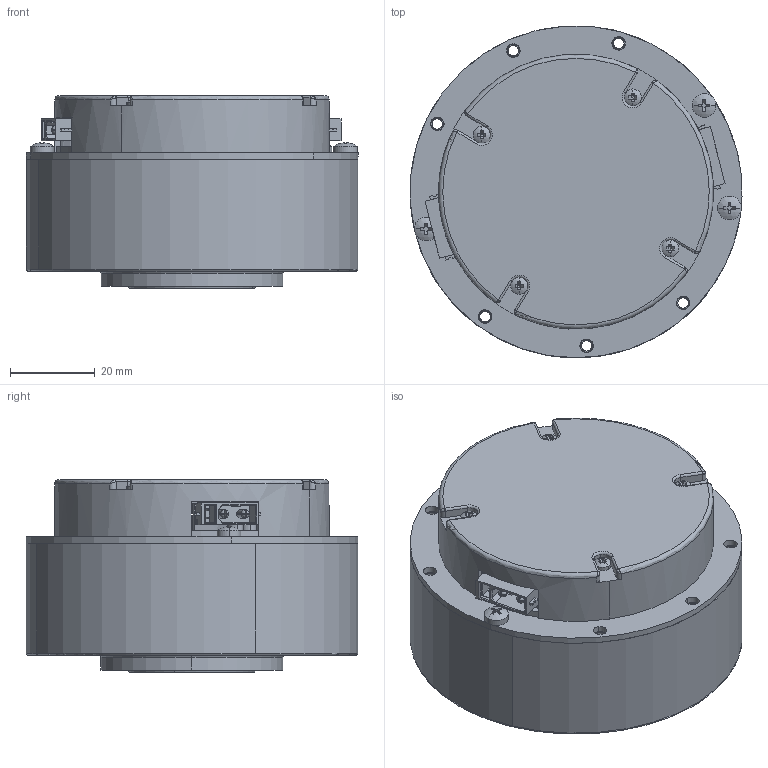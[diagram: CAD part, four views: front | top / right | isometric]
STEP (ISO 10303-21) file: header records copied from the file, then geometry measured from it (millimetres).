
FILE_DESCRIPTION (( 'STEP AP203' ), '1' );
FILE_NAME ('RS02.STEP', '2024-10-28T06:44:20', ( '' ), ( '' ), 'SwSTEP 2.0', 'SolidWorks 2024', '' );
FILE_SCHEMA (( 'CONFIG_CONTROL_DESIGN' ));
Length unit declared in the file: millimetre
Products named in the file (26): 1_1_10_SF67-500_1.stp; 1_2_16_001330_ASM_1_ASM.stp; 1_2_04_670601_1.stp; SOLID-183013_1.stp; 3_1_02_067_0020_ASM_1_ASM.stp; 1_1_31_PL674-504_1.stp; 1_1_06_EB673-516_1.stp; 02-3D-20211009(1).stp; 1_2_04_000245_1.stp; 1_1_02_EB671-502_1.stp; 1_1_04_EB672-503_1.stp; JRZS-J1_ASM_1_ASM.stp; PCBMODEL_ASM_1_ASM.stp; 1_2_05_QT-647_1.stp; 1_2_06_000392_1.stp; BOARD-17_1.stp; 1_2_06_GK67-500_1.stp; 1_2_05_QT-170_1.stp; 1_1_06_EB673-524_1.stp; 1_2_05_030080_1.stp; JRZS-J2_ASM_1_ASM.stp; 1_2_05_020051_1.stp; RS02; CONN-TH_4P-XT30PW-M_ASM_1_ASM.stp; 1_2_04_694000_1_1_2.stp
Assembly tree (31 placements, depth 8):
  1_1_10_SF67-500_1.stp
  1_2_04_670601_1.stp
  1_2_04_000245_1.stp
  1_2_06_GK67-500_1.stp
  RS02
    02-3D-20211009(1).stp
      3_1_02_067_0020_ASM_1_ASM.stp
        1_2_16_001330_ASM_1_ASM.stp
          PCBMODEL_ASM_1_ASM.stp
            JRZS-J2_ASM_1_ASM.stp
              CONN-TH_4P-XT30PW-M_ASM_1_ASM.stp
                SOLID-183013_1.stp
            JRZS-J1_ASM_1_ASM.stp
              CONN-TH_4P-XT30PW-M_ASM_1_ASM.stp
                SOLID-183013_1.stp
            BOARD-17_1.stp
        1_1_06_EB673-516_1.stp
        1_1_02_EB671-502_1.stp
        1_1_04_EB672-503_1.stp
        1_2_05_QT-647_1.stp  x3
        1_1_31_PL674-504_1.stp
        1_2_04_670601_1.stp
        1_2_06_000392_1.stp
        1_2_05_QT-170_1.stp  x4
        1_1_06_EB673-524_1.stp
        1_2_05_020051_1.stp  x4
        1_2_05_030080_1.stp  x3
Bounding box: 78.48 x 78.41 x 45.5 mm (x, y, z)
Volume: 20830.4 mm3; surface area: 63356.1 mm2
Topology: 8 solids, 68 shells, 1874 faces, 4698 edges, 3020 vertices
Faces by surface type: plane 954, cylinder 556, bspline 194, cone 102, sphere 38, torus 30
Entity records: 45068 total; most frequent: CARTESIAN_POINT 12963, ORIENTED_EDGE 6070, DIRECTION 5918, EDGE_CURVE 3109, AXIS2_PLACEMENT_3D 2214, VERTEX_POINT 2032, LINE 1490, VECTOR 1490
